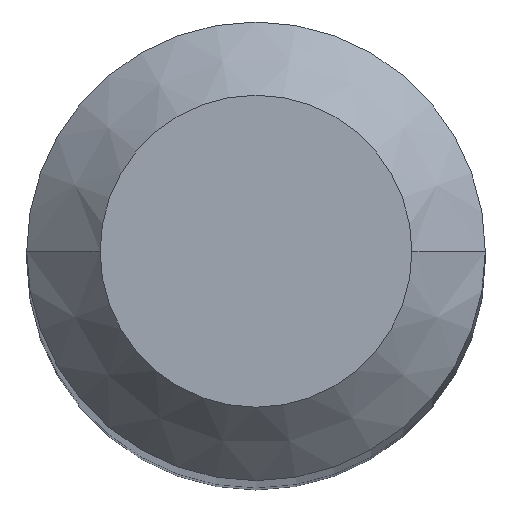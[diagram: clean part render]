
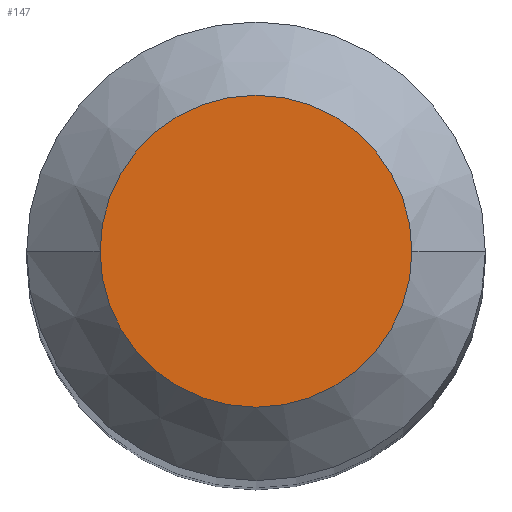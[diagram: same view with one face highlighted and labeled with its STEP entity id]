
A CAD part, top view. The second image highlights one B-rep face of the part: STEP entity #147.
In plain terms, the highlighted planar face has unit normal (0, 0, 1).
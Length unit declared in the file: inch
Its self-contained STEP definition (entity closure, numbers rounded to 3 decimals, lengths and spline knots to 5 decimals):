
#42 = DIRECTION ( 'NONE',  ( 0., 0., 1. ) ) ;
#70 = CARTESIAN_POINT ( 'NONE',  ( -0.0425, 0., 0. ) ) ;
#86 = PLANE ( 'NONE',  #418 ) ;
#109 = ORIENTED_EDGE ( 'NONE', *, *, #390, .T. ) ;
#113 = DIRECTION ( 'NONE',  ( 1., 0., 0. ) ) ;
#141 = EDGE_LOOP ( 'NONE', ( #177, #109 ) ) ;
#147 = ADVANCED_FACE ( 'NONE', ( #318 ), #86, .F. ) ;
#157 = AXIS2_PLACEMENT_3D ( 'NONE', #228, #360, #113 ) ;
#163 = AXIS2_PLACEMENT_3D ( 'NONE', #206, #42, #407 ) ;
#177 = ORIENTED_EDGE ( 'NONE', *, *, #352, .T. ) ;
#203 = VERTEX_POINT ( 'NONE', #70 ) ;
#206 = CARTESIAN_POINT ( 'NONE',  ( 0., 0., 0. ) ) ;
#213 = CARTESIAN_POINT ( 'NONE',  ( 0., 0.0425, 0. ) ) ;
#228 = CARTESIAN_POINT ( 'NONE',  ( 0., 0., 0. ) ) ;
#257 = DIRECTION ( 'NONE',  ( 0., 0., -1. ) ) ;
#283 = DIRECTION ( 'NONE',  ( -1., 0., 0. ) ) ;
#318 = FACE_OUTER_BOUND ( 'NONE', #141, .T. ) ;
#352 = EDGE_CURVE ( 'NONE', #203, #404, #386, .T. ) ;
#355 = CIRCLE ( 'NONE', #163, 0.0425 ) ;
#360 = DIRECTION ( 'NONE',  ( 0., 0., 1. ) ) ;
#368 = CARTESIAN_POINT ( 'NONE',  ( 0.0425, 0., 0. ) ) ;
#386 = CIRCLE ( 'NONE', #157, 0.0425 ) ;
#390 = EDGE_CURVE ( 'NONE', #404, #203, #355, .T. ) ;
#404 = VERTEX_POINT ( 'NONE', #368 ) ;
#407 = DIRECTION ( 'NONE',  ( 1., 0., 0. ) ) ;
#418 = AXIS2_PLACEMENT_3D ( 'NONE', #213, #257, #283 ) ;
